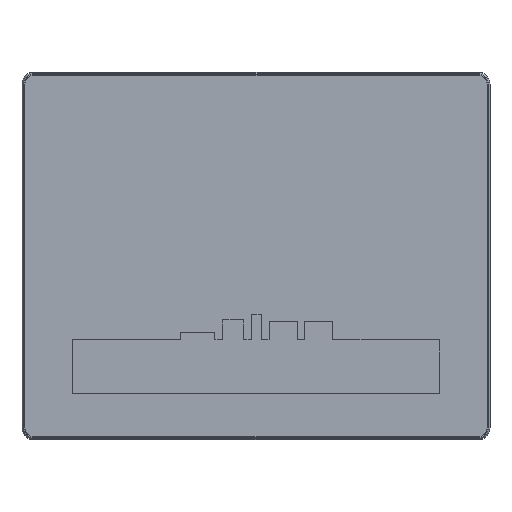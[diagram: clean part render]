
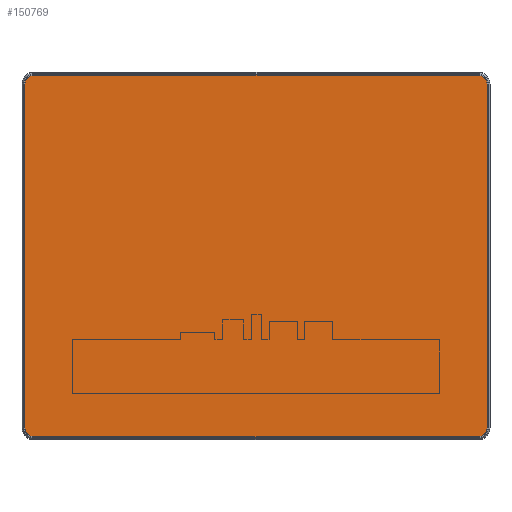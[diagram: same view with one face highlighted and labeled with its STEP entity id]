
A CAD part, top view. The second image highlights one B-rep face of the part: STEP entity #150769.
In plain terms, the highlighted planar face has unit normal (0, 0, 1).
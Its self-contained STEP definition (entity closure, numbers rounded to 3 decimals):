
#1472 = CARTESIAN_POINT ( 'NONE',  ( -128.25, 104.35, 11.01 ) ) ;
#3001 = ORIENTED_EDGE ( 'NONE', *, *, #9212, .F. ) ;
#4528 = DIRECTION ( 'NONE',  ( 0., 0., -1. ) ) ;
#5029 = DIRECTION ( 'NONE',  ( 0., 0., -1. ) ) ;
#5181 = EDGE_CURVE ( 'NONE', #53991, #18177, #150575, .T. ) ;
#7633 = VERTEX_POINT ( 'NONE', #101241 ) ;
#9133 = CARTESIAN_POINT ( 'NONE',  ( 128.25, -99.25, 11.01 ) ) ;
#9212 = EDGE_CURVE ( 'NONE', #41356, #62303, #163489, .T. ) ;
#13903 = AXIS2_PLACEMENT_3D ( 'NONE', #9133, #121194, #60164 ) ;
#18177 = VERTEX_POINT ( 'NONE', #142380 ) ;
#18434 = DIRECTION ( 'NONE',  ( 0., 0., -1. ) ) ;
#18701 = CARTESIAN_POINT ( 'NONE',  ( -128.25, 99.25, 11.01 ) ) ;
#18979 = CARTESIAN_POINT ( 'NONE',  ( -128.25, -104.35, 11.01 ) ) ;
#19493 = DIRECTION ( 'NONE',  ( 0., 1., 0. ) ) ;
#25726 = VERTEX_POINT ( 'NONE', #142187 ) ;
#28814 = AXIS2_PLACEMENT_3D ( 'NONE', #124794, #61311, #149116 ) ;
#32115 = CARTESIAN_POINT ( 'NONE',  ( 128.25, 99.25, 11.01 ) ) ;
#34780 = DIRECTION ( 'NONE',  ( 0., 1., 0. ) ) ;
#34854 = LINE ( 'NONE', #18979, #126981 ) ;
#38586 = CARTESIAN_POINT ( 'NONE',  ( 133.35, 99.25, 11.01 ) ) ;
#41356 = VERTEX_POINT ( 'NONE', #138081 ) ;
#43674 = EDGE_CURVE ( 'NONE', #53991, #133648, #70913, .T. ) ;
#46276 = EDGE_CURVE ( 'NONE', #25726, #62303, #34854, .T. ) ;
#49480 = EDGE_CURVE ( 'NONE', #7633, #80260, #162688, .T. ) ;
#50906 = EDGE_CURVE ( 'NONE', #25726, #161669, #159754, .T. ) ;
#53991 = VERTEX_POINT ( 'NONE', #136434 ) ;
#56090 = DIRECTION ( 'NONE',  ( 0., 1., 0. ) ) ;
#57084 = ORIENTED_EDGE ( 'NONE', *, *, #86564, .F. ) ;
#57167 = DIRECTION ( 'NONE',  ( 0., 0., -1. ) ) ;
#57571 = DIRECTION ( 'NONE',  ( -1., 0., 0. ) ) ;
#60164 = DIRECTION ( 'NONE',  ( 1., 0., 0. ) ) ;
#61311 = DIRECTION ( 'NONE',  ( 0., 0., -1. ) ) ;
#62303 = VERTEX_POINT ( 'NONE', #154020 ) ;
#64368 = VECTOR ( 'NONE', #78459, 1000. ) ;
#69422 = DIRECTION ( 'NONE',  ( 1., 0., 0. ) ) ;
#70913 = LINE ( 'NONE', #99270, #155954 ) ;
#78459 = DIRECTION ( 'NONE',  ( 0., -1., 0. ) ) ;
#80260 = VERTEX_POINT ( 'NONE', #38586 ) ;
#83003 = FACE_OUTER_BOUND ( 'NONE', #158602, .T. ) ;
#86564 = EDGE_CURVE ( 'NONE', #7633, #41356, #103642, .T. ) ;
#90585 = CARTESIAN_POINT ( 'NONE',  ( -133.35, -99.25, 11.01 ) ) ;
#91012 = LINE ( 'NONE', #142032, #64368 ) ;
#93922 = DIRECTION ( 'NONE',  ( -1., 0., 0. ) ) ;
#94010 = ORIENTED_EDGE ( 'NONE', *, *, #160846, .F. ) ;
#98226 = VECTOR ( 'NONE', #34780, 1000. ) ;
#98240 = CARTESIAN_POINT ( 'NONE',  ( 133.35, -99.25, 11.01 ) ) ;
#99270 = CARTESIAN_POINT ( 'NONE',  ( 128.25, 104.35, 11.01 ) ) ;
#101075 = AXIS2_PLACEMENT_3D ( 'NONE', #131521, #105580, #19493 ) ;
#101241 = CARTESIAN_POINT ( 'NONE',  ( 133.35, -99.25, 11.01 ) ) ;
#103642 = CIRCLE ( 'NONE', #122392, 5.1 ) ;
#105580 = DIRECTION ( 'NONE',  ( 0., 0., 1. ) ) ;
#108303 = ORIENTED_EDGE ( 'NONE', *, *, #43674, .T. ) ;
#108324 = ORIENTED_EDGE ( 'NONE', *, *, #50906, .F. ) ;
#119532 = CARTESIAN_POINT ( 'NONE',  ( 128.25, 99.25, 11.01 ) ) ;
#121194 = DIRECTION ( 'NONE',  ( 0., 0., -1. ) ) ;
#122234 = VERTEX_POINT ( 'NONE', #131882 ) ;
#122392 = AXIS2_PLACEMENT_3D ( 'NONE', #132932, #18434, #69422 ) ;
#123165 = CIRCLE ( 'NONE', #163256, 5.1 ) ;
#124794 = CARTESIAN_POINT ( 'NONE',  ( -128.25, -99.25, 11.01 ) ) ;
#126981 = VECTOR ( 'NONE', #133482, 1000. ) ;
#127068 = AXIS2_PLACEMENT_3D ( 'NONE', #119532, #5029, #56090 ) ;
#131521 = CARTESIAN_POINT ( 'NONE',  ( 0., 0., 11.01 ) ) ;
#131882 = CARTESIAN_POINT ( 'NONE',  ( -133.35, 99.25, 11.01 ) ) ;
#132808 = ORIENTED_EDGE ( 'NONE', *, *, #139484, .F. ) ;
#132932 = CARTESIAN_POINT ( 'NONE',  ( 128.25, -99.25, 11.01 ) ) ;
#133482 = DIRECTION ( 'NONE',  ( 1., 0., 0. ) ) ;
#133648 = VERTEX_POINT ( 'NONE', #1472 ) ;
#134072 = DIRECTION ( 'NONE',  ( 0., 1., 0. ) ) ;
#135095 = CIRCLE ( 'NONE', #127068, 5.1 ) ;
#136434 = CARTESIAN_POINT ( 'NONE',  ( 128.249, 104.35, 11.01 ) ) ;
#137241 = ORIENTED_EDGE ( 'NONE', *, *, #139000, .T. ) ;
#138081 = CARTESIAN_POINT ( 'NONE',  ( 133.35, -99.25, 11.01 ) ) ;
#138361 = ORIENTED_EDGE ( 'NONE', *, *, #46276, .T. ) ;
#139000 = EDGE_CURVE ( 'NONE', #122234, #161669, #91012, .T. ) ;
#139484 = EDGE_CURVE ( 'NONE', #122234, #133648, #123165, .T. ) ;
#140160 = AXIS2_PLACEMENT_3D ( 'NONE', #32115, #4528, #134072 ) ;
#142032 = CARTESIAN_POINT ( 'NONE',  ( -133.35, 99.25, 11.01 ) ) ;
#142187 = CARTESIAN_POINT ( 'NONE',  ( -128.25, -104.35, 11.01 ) ) ;
#142380 = CARTESIAN_POINT ( 'NONE',  ( 133.35, 99.25, 11.01 ) ) ;
#146559 = PLANE ( 'NONE',  #101075 ) ;
#149116 = DIRECTION ( 'NONE',  ( 0., -1., 0. ) ) ;
#150575 = CIRCLE ( 'NONE', #140160, 5.1 ) ;
#150769 = ADVANCED_FACE ( 'NONE', ( #83003 ), #146559, .T. ) ;
#154020 = CARTESIAN_POINT ( 'NONE',  ( 128.25, -104.35, 11.01 ) ) ;
#155909 = ORIENTED_EDGE ( 'NONE', *, *, #49480, .T. ) ;
#155954 = VECTOR ( 'NONE', #57571, 1000. ) ;
#158602 = EDGE_LOOP ( 'NONE', ( #108303, #132808, #137241, #108324, #138361, #3001, #57084, #155909, #94010, #161108 ) ) ;
#159754 = CIRCLE ( 'NONE', #28814, 5.1 ) ;
#160846 = EDGE_CURVE ( 'NONE', #18177, #80260, #135095, .T. ) ;
#161108 = ORIENTED_EDGE ( 'NONE', *, *, #5181, .F. ) ;
#161669 = VERTEX_POINT ( 'NONE', #90585 ) ;
#162688 = LINE ( 'NONE', #98240, #98226 ) ;
#163256 = AXIS2_PLACEMENT_3D ( 'NONE', #18701, #57167, #93922 ) ;
#163489 = CIRCLE ( 'NONE', #13903, 5.1 ) ;
